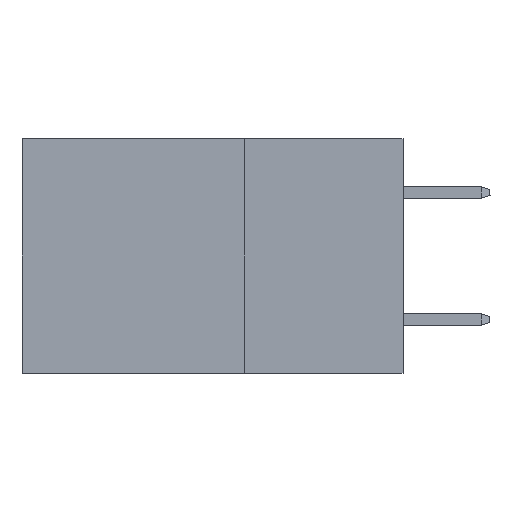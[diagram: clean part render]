
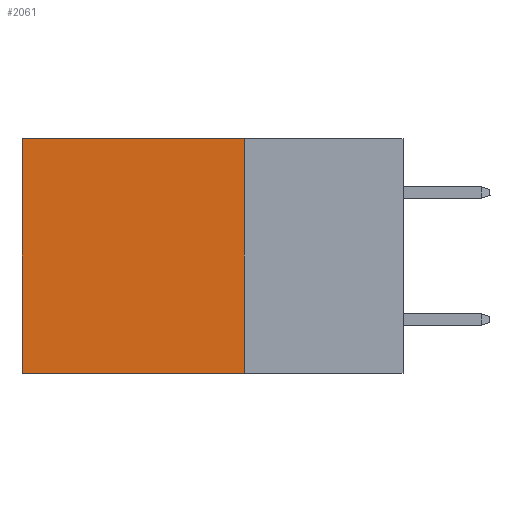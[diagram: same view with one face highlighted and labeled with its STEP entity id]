
A CAD part, left-side view. The second image highlights one B-rep face of the part: STEP entity #2061.
In plain terms, the highlighted planar face has unit normal (-1, 0, 0).
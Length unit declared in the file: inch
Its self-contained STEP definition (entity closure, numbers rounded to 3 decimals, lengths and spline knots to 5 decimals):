
#258 = ORIENTED_EDGE ( 'NONE', *, *, #35755, .T. ) ;
#735 = CARTESIAN_POINT ( 'NONE',  ( 0.2875, 0.25, 0. ) ) ;
#1399 = LINE ( 'NONE', #735, #18029 ) ;
#2061 = ADVANCED_FACE ( 'NONE', ( #16361 ), #19270, .F. ) ;
#3514 = LINE ( 'NONE', #30565, #16633 ) ;
#5803 = CARTESIAN_POINT ( 'NONE',  ( 0.2875, 0.25, -0.37 ) ) ;
#8312 = CARTESIAN_POINT ( 'NONE',  ( 0.2875, 0.6, 0. ) ) ;
#8984 = LINE ( 'NONE', #25534, #33347 ) ;
#11720 = ORIENTED_EDGE ( 'NONE', *, *, #35353, .T. ) ;
#16361 = FACE_OUTER_BOUND ( 'NONE', #16625, .T. ) ;
#16625 = EDGE_LOOP ( 'NONE', ( #11720, #23024, #22270, #258 ) ) ;
#16633 = VECTOR ( 'NONE', #21102, 39.37008 ) ;
#18029 = VECTOR ( 'NONE', #24662, 39.37008 ) ;
#18421 = EDGE_CURVE ( 'NONE', #36373, #19097, #8984, .T. ) ;
#18858 = CARTESIAN_POINT ( 'NONE',  ( 0.2875, 0.6, -0.37 ) ) ;
#19097 = VERTEX_POINT ( 'NONE', #18858 ) ;
#19270 = PLANE ( 'NONE',  #19617 ) ;
#19617 = AXIS2_PLACEMENT_3D ( 'NONE', #32946, #43189, #23966 ) ;
#20149 = VECTOR ( 'NONE', #25570, 39.37008 ) ;
#21102 = DIRECTION ( 'NONE',  ( 0., 0., -1. ) ) ;
#22270 = ORIENTED_EDGE ( 'NONE', *, *, #25767, .F. ) ;
#22827 = DIRECTION ( 'NONE',  ( 0., 1., 0. ) ) ;
#23024 = ORIENTED_EDGE ( 'NONE', *, *, #18421, .F. ) ;
#23966 = DIRECTION ( 'NONE',  ( 0., 0., -1. ) ) ;
#24662 = DIRECTION ( 'NONE',  ( 0., 1., 0. ) ) ;
#25534 = CARTESIAN_POINT ( 'NONE',  ( 0.2875, 0.25, -0.37 ) ) ;
#25570 = DIRECTION ( 'NONE',  ( 0., 0., -1. ) ) ;
#25767 = EDGE_CURVE ( 'NONE', #38548, #36373, #42072, .T. ) ;
#26457 = CARTESIAN_POINT ( 'NONE',  ( 0.2875, 0.25, 0. ) ) ;
#30565 = CARTESIAN_POINT ( 'NONE',  ( 0.2875, 0.6, 0. ) ) ;
#32946 = CARTESIAN_POINT ( 'NONE',  ( 0.2875, 0.25, 0. ) ) ;
#33347 = VECTOR ( 'NONE', #22827, 39.37008 ) ;
#35353 = EDGE_CURVE ( 'NONE', #37349, #19097, #3514, .T. ) ;
#35755 = EDGE_CURVE ( 'NONE', #38548, #37349, #1399, .T. ) ;
#36373 = VERTEX_POINT ( 'NONE', #5803 ) ;
#37349 = VERTEX_POINT ( 'NONE', #8312 ) ;
#38548 = VERTEX_POINT ( 'NONE', #26457 ) ;
#39187 = CARTESIAN_POINT ( 'NONE',  ( 0.2875, 0.25, 0. ) ) ;
#42072 = LINE ( 'NONE', #39187, #20149 ) ;
#43189 = DIRECTION ( 'NONE',  ( 1., 0., 0. ) ) ;
